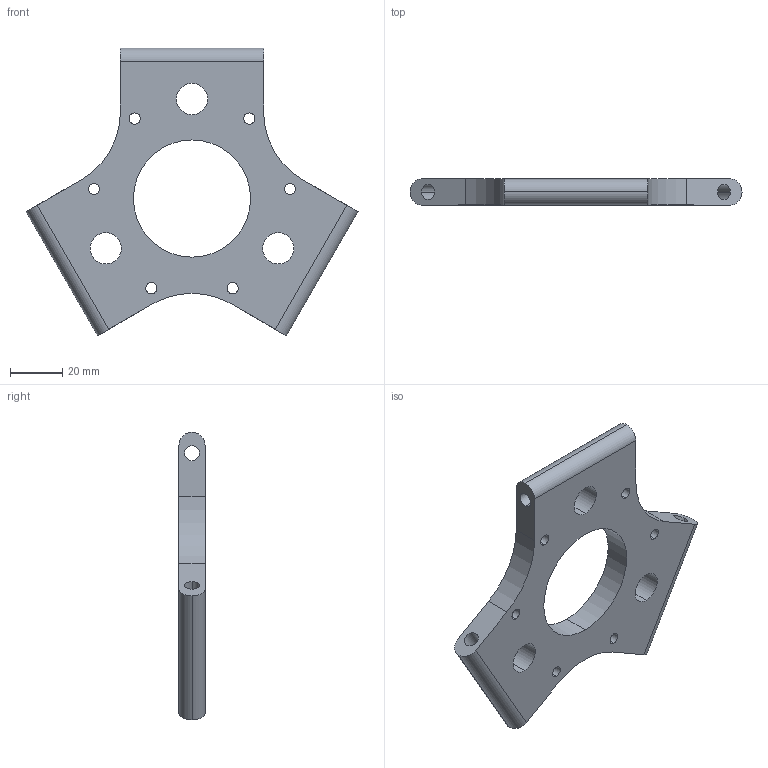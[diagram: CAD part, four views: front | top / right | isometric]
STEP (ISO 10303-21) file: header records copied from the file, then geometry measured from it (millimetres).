
FILE_DESCRIPTION (( 'STEP AP203' ), '1' );
FILE_NAME ('playe_Default_sldprt.STEP', '2024-02-27T11:01:06', ( '' ), ( '' ), 'SwSTEP 2.0', 'SolidWorks 2023', '' );
FILE_SCHEMA (( 'CONFIG_CONTROL_DESIGN' ));
Length unit declared in the file: millimetre
Products named in the file (1): playe_Default_sldprt
Bounding box: 127.5 x 10 x 110.42 mm (x, y, z)
Volume: 57391.8 mm3; surface area: 22160.7 mm2
Topology: 1 solids, 1 shells, 49 faces, 135 edges, 88 vertices
Faces by surface type: cylinder 35, plane 8, cone 6
Entity records: 1726 total; most frequent: DIRECTION 311, CARTESIAN_POINT 273, ORIENTED_EDGE 270, EDGE_CURVE 135, AXIS2_PLACEMENT_3D 126, VERTEX_POINT 88, CIRCLE 76, EDGE_LOOP 75
